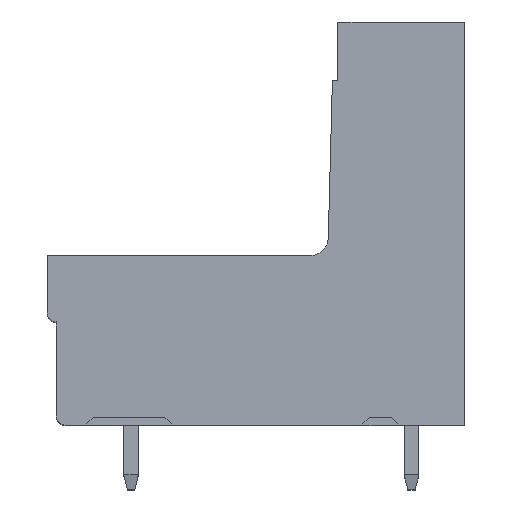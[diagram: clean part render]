
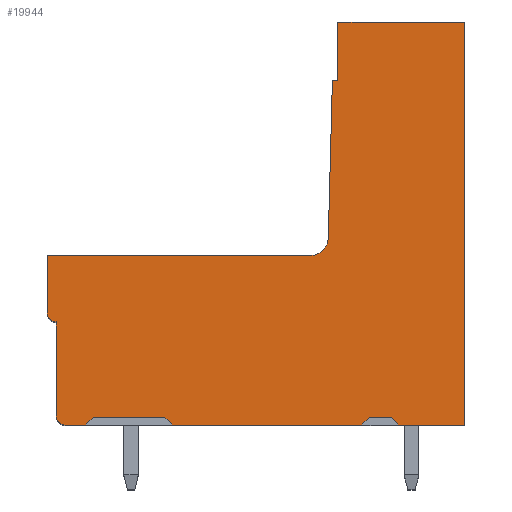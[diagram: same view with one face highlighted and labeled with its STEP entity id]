
A CAD part, top view. The second image highlights one B-rep face of the part: STEP entity #19944.
In plain terms, the highlighted planar face has unit normal (0, 0, 1).
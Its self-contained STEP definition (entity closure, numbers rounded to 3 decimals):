
#1894=DIRECTION('',(-1.,0.,0.));
#1895=VECTOR('',#1894,0.3);
#1896=CARTESIAN_POINT('',(-6.894,18.7,-108.393));
#1897=LINE('',#1896,#1895);
#1902=DIRECTION('',(0.,-1.,0.));
#1903=VECTOR('',#1902,3.2);
#1904=CARTESIAN_POINT('',(-6.894,21.9,-108.393));
#1905=LINE('',#1904,#1903);
#3991=DIRECTION('',(0.,1.,0.));
#3992=VECTOR('',#3991,21.9);
#3993=CARTESIAN_POINT('',(0.006,0.,
-108.393));
#3994=LINE('',#3993,#3992);
#6931=DIRECTION('',(0.,-1.,0.));
#6932=VECTOR('',#6931,5.1);
#6933=CARTESIAN_POINT('',(-22.194,5.6,-108.393));
#6934=LINE('',#6933,#6932);
#6951=DIRECTION('',(-1.,0.,0.));
#6952=VECTOR('',#6951,10.3);
#6953=CARTESIAN_POINT('',(-5.594,0.,
-108.393));
#6954=LINE('',#6953,#6952);
#6955=DIRECTION('',(-0.707,0.707,0.));
#6956=VECTOR('',#6955,0.566);
#6957=CARTESIAN_POINT('',(-15.894,0.,
-108.393));
#6958=LINE('',#6957,#6956);
#6959=DIRECTION('',(-1.,0.,0.));
#6960=VECTOR('',#6959,3.9);
#6961=CARTESIAN_POINT('',(-16.294,0.4,
-108.393));
#6962=LINE('',#6961,#6960);
#6963=DIRECTION('',(-1.,0.,0.));
#6964=VECTOR('',#6963,1.1);
#6965=CARTESIAN_POINT('',(-20.594,0.,
-108.393));
#6966=LINE('',#6965,#6964);
#6967=CARTESIAN_POINT('',(-21.694,0.5,-108.393));
#6968=DIRECTION('',(0.,0.,-1.));
#6969=DIRECTION('',(0.,-1.,0.));
#6970=AXIS2_PLACEMENT_3D('',#6967,#6968,#6969);
#6972=CARTESIAN_POINT('',(-22.194,6.1,-108.393));
#6973=DIRECTION('',(0.,0.,-1.));
#6974=DIRECTION('',(0.,-1.,0.));
#6975=AXIS2_PLACEMENT_3D('',#6972,#6973,#6974);
#6977=DIRECTION('',(0.,1.,0.));
#6978=VECTOR('',#6977,3.1);
#6979=CARTESIAN_POINT('',(-22.694,6.1,
-108.393));
#6980=LINE('',#6979,#6978);
#6981=DIRECTION('',(1.,0.,0.));
#6982=VECTOR('',#6981,14.277);
#6983=CARTESIAN_POINT('',(-22.694,9.2,-108.393));
#6984=LINE('',#6983,#6982);
#6985=CARTESIAN_POINT('',(-8.417,10.2,-108.393));
#6986=DIRECTION('',(0.,0.,1.));
#6987=DIRECTION('',(0.,-1.,0.));
#6988=AXIS2_PLACEMENT_3D('',#6985,#6986,#6987);
#6990=DIRECTION('',(0.026,1.,0.));
#6991=VECTOR('',#6990,8.529);
#6992=CARTESIAN_POINT('',(-7.417,10.174,
-108.393));
#6993=LINE('',#6992,#6991);
#6994=DIRECTION('',(1.,0.,0.));
#6995=VECTOR('',#6994,6.9);
#6996=CARTESIAN_POINT('',(-6.894,21.9,-108.393));
#6997=LINE('',#6996,#6995);
#6998=DIRECTION('',(-1.,0.,0.));
#6999=VECTOR('',#6998,3.6);
#7000=CARTESIAN_POINT('',(0.006,0.,
-108.393));
#7001=LINE('',#7000,#6999);
#7002=DIRECTION('',(-0.707,0.707,0.));
#7003=VECTOR('',#7002,0.566);
#7004=CARTESIAN_POINT('',(-3.594,0.,
-108.393));
#7005=LINE('',#7004,#7003);
#7006=DIRECTION('',(-0.707,-0.707,0.));
#7007=VECTOR('',#7006,0.566);
#7008=CARTESIAN_POINT('',(-5.194,0.4,
-108.393));
#7009=LINE('',#7008,#7007);
#7026=DIRECTION('',(-0.707,-0.707,0.));
#7027=VECTOR('',#7026,0.566);
#7028=CARTESIAN_POINT('',(-20.194,0.4,
-108.393));
#7029=LINE('',#7028,#7027);
#7062=DIRECTION('',(1.,0.,0.));
#7063=VECTOR('',#7062,1.2);
#7064=CARTESIAN_POINT('',(-5.194,0.4,
-108.393));
#7065=LINE('',#7064,#7063);
#7848=CARTESIAN_POINT('',(-5.594,0.,
-108.393));
#7850=VERTEX_POINT('',#7848);
#7854=CARTESIAN_POINT('',(-3.594,0.,
-108.393));
#7855=VERTEX_POINT('',#7854);
#7971=CARTESIAN_POINT('',(-16.294,0.4,
-108.393));
#7972=VERTEX_POINT('',#7971);
#7973=CARTESIAN_POINT('',(-7.417,10.174,
-108.393));
#7974=CARTESIAN_POINT('',(-7.194,18.7,-108.393));
#7975=VERTEX_POINT('',#7973);
#7976=VERTEX_POINT('',#7974);
#7977=CARTESIAN_POINT('',(-6.894,18.7,-108.393));
#7978=VERTEX_POINT('',#7977);
#7979=CARTESIAN_POINT('',(-6.894,21.9,-108.393));
#7980=VERTEX_POINT('',#7979);
#7981=CARTESIAN_POINT('',(-3.994,0.4,
-108.393));
#7982=VERTEX_POINT('',#7981);
#7983=CARTESIAN_POINT('',(-5.194,0.4,
-108.393));
#7984=VERTEX_POINT('',#7983);
#7989=CARTESIAN_POINT('',(-21.694,0.,-108.393));
#7990=CARTESIAN_POINT('',(-22.194,0.5,
-108.393));
#7991=VERTEX_POINT('',#7989);
#7992=VERTEX_POINT('',#7990);
#7993=CARTESIAN_POINT('',(-22.194,5.6,-108.393));
#7994=VERTEX_POINT('',#7993);
#7995=CARTESIAN_POINT('',(-22.694,6.1,
-108.393));
#7996=VERTEX_POINT('',#7995);
#7997=CARTESIAN_POINT('',(-22.694,9.2,-108.393));
#7998=VERTEX_POINT('',#7997);
#8247=CARTESIAN_POINT('',(0.006,0.,
-108.393));
#8248=CARTESIAN_POINT('',(0.006,21.9,-108.393));
#8249=VERTEX_POINT('',#8247);
#8250=VERTEX_POINT('',#8248);
#8251=CARTESIAN_POINT('',(-20.194,0.4,
-108.393));
#8252=CARTESIAN_POINT('',(-20.594,0.,
-108.393));
#8253=VERTEX_POINT('',#8251);
#8254=VERTEX_POINT('',#8252);
#8255=CARTESIAN_POINT('',(-15.894,0.,
-108.393));
#8256=VERTEX_POINT('',#8255);
#8257=CARTESIAN_POINT('',(-8.417,9.2,-108.393));
#8258=VERTEX_POINT('',#8257);
#19911=CARTESIAN_POINT('',(-21.694,0.5,
-108.393));
#19912=DIRECTION('',(0.,0.,-1.));
#19913=DIRECTION('',(-1.,0.,0.));
#19914=AXIS2_PLACEMENT_3D('',#19911,#19912,#19913);
#19915=PLANE('',#19914);
#19916=ORIENTED_EDGE('',*,*,#18480,.T.);
#19918=ORIENTED_EDGE('',*,*,#19917,.T.);
#19920=ORIENTED_EDGE('',*,*,#19919,.T.);
#19922=ORIENTED_EDGE('',*,*,#19921,.T.);
#19923=ORIENTED_EDGE('',*,*,#18472,.T.);
#19924=ORIENTED_EDGE('',*,*,#19859,.T.);
#19925=ORIENTED_EDGE('',*,*,#19874,.F.);
#19926=ORIENTED_EDGE('',*,*,#19889,.T.);
#19927=ORIENTED_EDGE('',*,*,#19903,.T.);
#19928=ORIENTED_EDGE('',*,*,#9730,.T.);
#19929=ORIENTED_EDGE('',*,*,#12426,.T.);
#19930=ORIENTED_EDGE('',*,*,#12441,.T.);
#19931=ORIENTED_EDGE('',*,*,#12456,.F.);
#19932=ORIENTED_EDGE('',*,*,#12471,.F.);
#19933=ORIENTED_EDGE('',*,*,#12486,.T.);
#19934=ORIENTED_EDGE('',*,*,#15415,.F.);
#19935=ORIENTED_EDGE('',*,*,#18488,.T.);
#19937=ORIENTED_EDGE('',*,*,#19936,.T.);
#19939=ORIENTED_EDGE('',*,*,#19938,.F.);
#19941=ORIENTED_EDGE('',*,*,#19940,.T.);
#19942=EDGE_LOOP('',(#19916,#19918,#19920,#19922,#19923,#19924,#19925,#19926,
#19927,#19928,#19929,#19930,#19931,#19932,#19933,#19934,#19935,#19937,#19939,
#19941));
#19943=FACE_OUTER_BOUND('',#19942,.F.);
#19944=ADVANCED_FACE('',(#19943),#19915,.F.);
#6971=CIRCLE('',#6970,0.5);
#6976=CIRCLE('',#6975,0.5);
#6989=CIRCLE('',#6988,1.);
#9730=EDGE_CURVE('',#7998,#8258,#6984,.T.);
#12426=EDGE_CURVE('',#8258,#7975,#6989,.T.);
#12441=EDGE_CURVE('',#7975,#7976,#6993,.T.);
#12456=EDGE_CURVE('',#7978,#7976,#1897,.T.);
#12471=EDGE_CURVE('',#7980,#7978,#1905,.T.);
#12486=EDGE_CURVE('',#7980,#8250,#6997,.T.);
#15415=EDGE_CURVE('',#8249,#8250,#3994,.T.);
#18472=EDGE_CURVE('',#8254,#7991,#6966,.T.);
#18480=EDGE_CURVE('',#7850,#8256,#6954,.T.);
#18488=EDGE_CURVE('',#8249,#7855,#7001,.T.);
#19859=EDGE_CURVE('',#7991,#7992,#6971,.T.);
#19874=EDGE_CURVE('',#7994,#7992,#6934,.T.);
#19889=EDGE_CURVE('',#7994,#7996,#6976,.T.);
#19903=EDGE_CURVE('',#7996,#7998,#6980,.T.);
#19917=EDGE_CURVE('',#8256,#7972,#6958,.T.);
#19919=EDGE_CURVE('',#7972,#8253,#6962,.T.);
#19921=EDGE_CURVE('',#8253,#8254,#7029,.T.);
#19936=EDGE_CURVE('',#7855,#7982,#7005,.T.);
#19938=EDGE_CURVE('',#7984,#7982,#7065,.T.);
#19940=EDGE_CURVE('',#7984,#7850,#7009,.T.);
